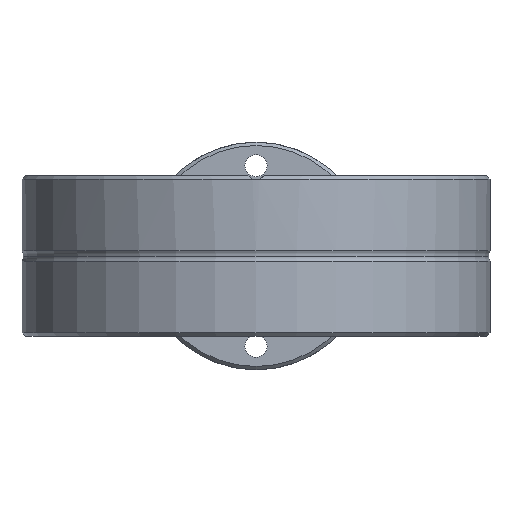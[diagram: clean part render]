
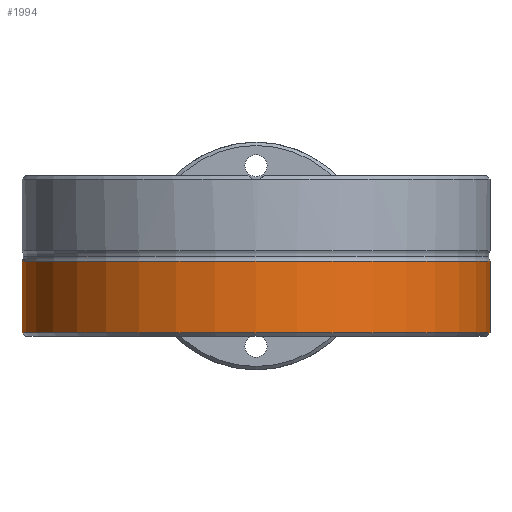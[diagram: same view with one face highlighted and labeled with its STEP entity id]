
A CAD part, front view. The second image highlights one B-rep face of the part: STEP entity #1994.
In plain terms, the highlighted cylindrical face has radius 34.95 mm (diameter 69.9 mm), a partial arc.
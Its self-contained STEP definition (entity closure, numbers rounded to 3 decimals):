
#115 = CIRCLE ( 'NONE', #808, 34.95 ) ;
#129 = VERTEX_POINT ( 'NONE', #3040 ) ;
#274 = DIRECTION ( 'NONE',  ( -1., 0., 0. ) ) ;
#399 = ORIENTED_EDGE ( 'NONE', *, *, #2391, .F. ) ;
#761 = VECTOR ( 'NONE', #2728, 1000. ) ;
#808 = AXIS2_PLACEMENT_3D ( 'NONE', #3716, #2954, #3697 ) ;
#882 = AXIS2_PLACEMENT_3D ( 'NONE', #990, #3418, #274 ) ;
#990 = CARTESIAN_POINT ( 'NONE',  ( 0., 0., -12.748 ) ) ;
#1080 = AXIS2_PLACEMENT_3D ( 'NONE', #3955, #3885, #4040 ) ;
#1766 = LINE ( 'NONE', #3213, #3811 ) ;
#1994 = ADVANCED_FACE ( 'NONE', ( #3672 ), #4557, .T. ) ;
#2093 = ORIENTED_EDGE ( 'NONE', *, *, #2318, .T. ) ;
#2318 = EDGE_CURVE ( 'NONE', #4208, #129, #4884, .T. ) ;
#2391 = EDGE_CURVE ( 'NONE', #3754, #4384, #115, .T. ) ;
#2547 = EDGE_CURVE ( 'NONE', #4384, #129, #1766, .T. ) ;
#2555 = EDGE_CURVE ( 'NONE', #3754, #4208, #4629, .T. ) ;
#2728 = DIRECTION ( 'NONE',  ( 0., 0., 1. ) ) ;
#2750 = CARTESIAN_POINT ( 'NONE',  ( 34.95, 0., 0. ) ) ;
#2772 = ORIENTED_EDGE ( 'NONE', *, *, #2547, .F. ) ;
#2832 = DIRECTION ( 'NONE',  ( 0., 0., 1. ) ) ;
#2849 = CARTESIAN_POINT ( 'NONE',  ( 34.95, 0., -23.5 ) ) ;
#2954 = DIRECTION ( 'NONE',  ( 0., 0., -1. ) ) ;
#3040 = CARTESIAN_POINT ( 'NONE',  ( -34.95, 0., -12.748 ) ) ;
#3213 = CARTESIAN_POINT ( 'NONE',  ( -34.95, 0., 0. ) ) ;
#3405 = EDGE_LOOP ( 'NONE', ( #2772, #399, #3789, #2093 ) ) ;
#3418 = DIRECTION ( 'NONE',  ( 0., 0., -1. ) ) ;
#3672 = FACE_OUTER_BOUND ( 'NONE', #3405, .T. ) ;
#3697 = DIRECTION ( 'NONE',  ( -1., 0., 0. ) ) ;
#3716 = CARTESIAN_POINT ( 'NONE',  ( 0., 0., -23.5 ) ) ;
#3754 = VERTEX_POINT ( 'NONE', #2849 ) ;
#3789 = ORIENTED_EDGE ( 'NONE', *, *, #2555, .T. ) ;
#3811 = VECTOR ( 'NONE', #2832, 1000. ) ;
#3885 = DIRECTION ( 'NONE',  ( 0., 0., 1. ) ) ;
#3955 = CARTESIAN_POINT ( 'NONE',  ( 0., 0., 0. ) ) ;
#4040 = DIRECTION ( 'NONE',  ( 1., 0., 0. ) ) ;
#4208 = VERTEX_POINT ( 'NONE', #4705 ) ;
#4384 = VERTEX_POINT ( 'NONE', #4603 ) ;
#4557 = CYLINDRICAL_SURFACE ( 'NONE', #1080, 34.95 ) ;
#4603 = CARTESIAN_POINT ( 'NONE',  ( -34.95, 0., -23.5 ) ) ;
#4629 = LINE ( 'NONE', #2750, #761 ) ;
#4705 = CARTESIAN_POINT ( 'NONE',  ( 34.95, 0., -12.748 ) ) ;
#4884 = CIRCLE ( 'NONE', #882, 34.95 ) ;
